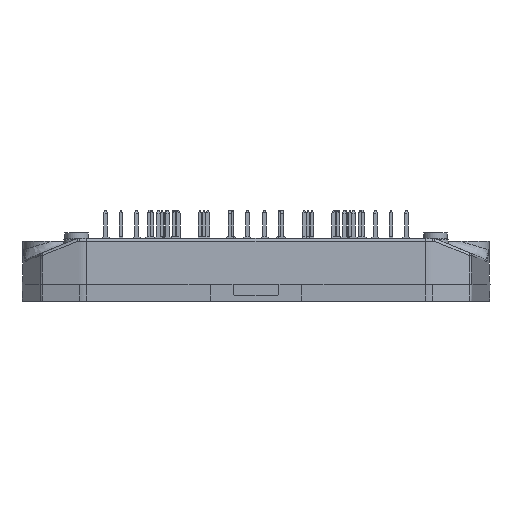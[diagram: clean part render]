
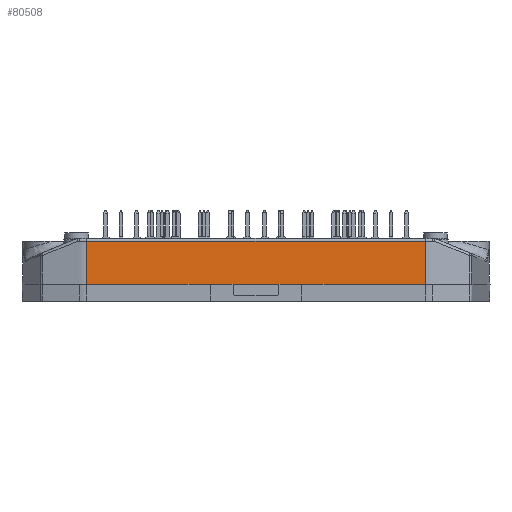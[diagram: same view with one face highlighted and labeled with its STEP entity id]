
A CAD part, front view. The second image highlights one B-rep face of the part: STEP entity #80508.
In plain terms, the highlighted planar face has unit normal (0, -1, 0.026).
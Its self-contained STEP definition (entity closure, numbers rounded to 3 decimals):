
#7212=ORIENTED_EDGE('',*,*,#24080,.F.);
#7213=ORIENTED_EDGE('',*,*,#24079,.T.);
#7214=ORIENTED_EDGE('',*,*,#24305,.F.);
#7215=ORIENTED_EDGE('',*,*,#24075,.F.);
#7216=ORIENTED_EDGE('',*,*,#24073,.T.);
#7217=ORIENTED_EDGE('',*,*,#24070,.T.);
#7218=ORIENTED_EDGE('',*,*,#24304,.T.);
#7219=ORIENTED_EDGE('',*,*,#24306,.F.);
#7220=ORIENTED_EDGE('',*,*,#24298,.F.);
#7221=ORIENTED_EDGE('',*,*,#24066,.F.);
#24066=EDGE_CURVE('',#32770,#32771,#38441,.T.);
#24070=EDGE_CURVE('',#32775,#32774,#38445,.T.);
#24073=EDGE_CURVE('',#32776,#32775,#38447,.T.);
#24075=EDGE_CURVE('',#32776,#32777,#38448,.F.);
#24079=EDGE_CURVE('',#32778,#32779,#38449,.F.);
#24080=EDGE_CURVE('',#32778,#32770,#38450,.T.);
#24298=EDGE_CURVE('',#32771,#32931,#38535,.T.);
#24304=EDGE_CURVE('',#32774,#32936,#38539,.T.);
#24305=EDGE_CURVE('',#32777,#32779,#38540,.T.);
#24306=EDGE_CURVE('',#32931,#32936,#38541,.T.);
#32770=VERTEX_POINT('',#109217);
#32771=VERTEX_POINT('',#109219);
#32774=VERTEX_POINT('',#109226);
#32775=VERTEX_POINT('',#109228);
#32776=VERTEX_POINT('',#109233);
#32777=VERTEX_POINT('',#109240);
#32778=VERTEX_POINT('',#109247);
#32779=VERTEX_POINT('',#109249);
#32931=VERTEX_POINT('',#111692);
#32936=VERTEX_POINT('',#111702);
#38441=LINE('',#109218,#43585);
#38445=LINE('',#109227,#43589);
#38447=LINE('',#109232,#43591);
#38448=LINE('',#109239,#43592);
#38449=LINE('',#109250,#43593);
#38450=LINE('',#109252,#43594);
#38535=LINE('',#111691,#43679);
#38539=LINE('',#111703,#43683);
#38540=LINE('',#111705,#43684);
#38541=LINE('',#111706,#43685);
#43585=VECTOR('',#90546,1000.);
#43589=VECTOR('',#90552,1000.);
#43591=VECTOR('',#90558,1000.);
#43592=VECTOR('',#90561,1000.);
#43593=VECTOR('',#90568,1000.);
#43594=VECTOR('',#90571,1000.);
#43679=VECTOR('',#90832,1000.);
#43683=VECTOR('',#90840,1000.);
#43684=VECTOR('',#90843,1000.);
#43685=VECTOR('',#90844,1000.);
#48753=EDGE_LOOP('',(#7212,#7213,#7214,#7215,#7216,#7217,#7218,#7219,#7220,
#7221));
#52279=FACE_BOUND('',#48753,.T.);
#55599=PLANE('',#83992);
#80508=ADVANCED_FACE('',(#52279),#55599,.T.);
#83992=AXIS2_PLACEMENT_3D('',#111704,#90841,#90842);
#90546=DIRECTION('',(-1.,0.,0.));
#90552=DIRECTION('',(1.,0.,0.));
#90558=DIRECTION('',(1.,0.,0.));
#90561=DIRECTION('',(-0.006,-0.026,-1.));
#90568=DIRECTION('',(0.006,-0.026,-1.));
#90571=DIRECTION('',(-1.,0.,0.));
#90832=DIRECTION('',(-1.,0.,0.));
#90840=DIRECTION('',(1.,0.,0.));
#90841=DIRECTION('',(0.,-1.,0.026));
#90842=DIRECTION('',(0.,0.026,1.));
#90843=DIRECTION('',(1.,0.,0.));
#90844=DIRECTION('',(-1.,0.,0.));
#109217=CARTESIAN_POINT('',(29.513,-30.776,2.02));
#109218=CARTESIAN_POINT('',(17.961,-30.776,2.02));
#109219=CARTESIAN_POINT('',(8.,-30.776,2.02));
#109226=CARTESIAN_POINT('',(-8.,-30.776,2.02));
#109227=CARTESIAN_POINT('',(-17.961,-30.776,2.02));
#109228=CARTESIAN_POINT('',(-29.513,-30.776,2.02));
#109232=CARTESIAN_POINT('',(-17.961,-30.776,2.02));
#109233=CARTESIAN_POINT('',(-29.513,-30.776,2.02));
#109239=CARTESIAN_POINT('',(-29.512,-30.775,2.087));
#109240=CARTESIAN_POINT('',(-29.469,-30.58,9.533));
#109247=CARTESIAN_POINT('',(29.513,-30.776,2.02));
#109249=CARTESIAN_POINT('',(29.469,-30.58,9.533));
#109250=CARTESIAN_POINT('',(29.512,-30.775,2.087));
#109252=CARTESIAN_POINT('',(17.961,-30.776,2.02));
#111691=CARTESIAN_POINT('',(17.961,-30.776,2.02));
#111692=CARTESIAN_POINT('',(4.,-30.776,2.02));
#111702=CARTESIAN_POINT('',(-4.,-30.776,2.02));
#111703=CARTESIAN_POINT('',(-17.961,-30.776,2.02));
#111704=CARTESIAN_POINT('',(17.961,-30.776,2.02));
#111705=CARTESIAN_POINT('',(27.533,-30.58,9.533));
#111706=CARTESIAN_POINT('',(-17.961,-30.776,2.02));
